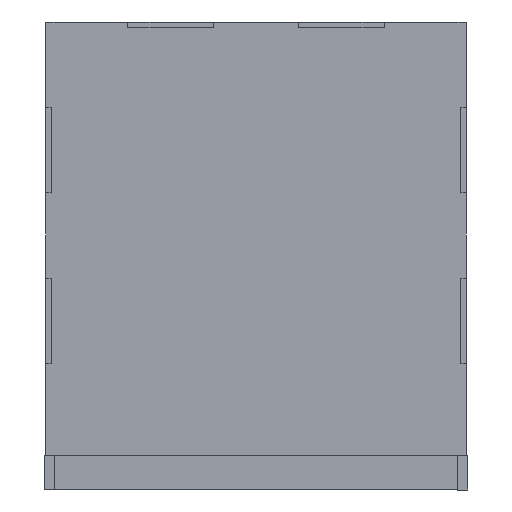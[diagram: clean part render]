
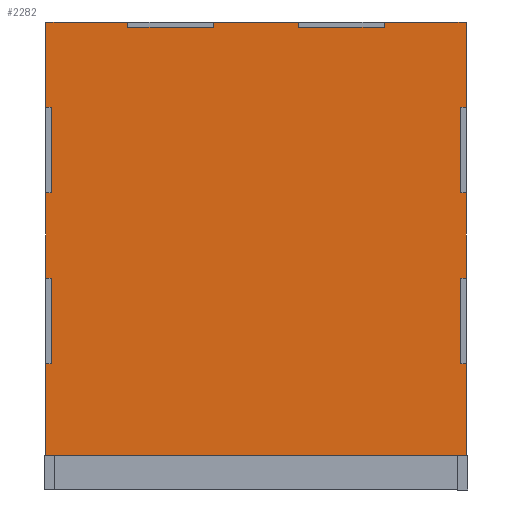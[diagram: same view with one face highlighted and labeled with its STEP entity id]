
A CAD part, left-side view. The second image highlights one B-rep face of the part: STEP entity #2282.
In plain terms, the highlighted face is planar.
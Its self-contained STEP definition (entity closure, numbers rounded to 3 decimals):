
#1450=FACE_OUTER_BOUND('',#4164,.T.);
#2282=ADVANCED_FACE('',(#1450),#3100,.T.);
#3100=PLANE('',#18282);
#4164=EDGE_LOOP('',(#8248,#8249,#8250,#8251,#8252,#8253,#8254,#8255,#8256,
#8257,#8258,#8259,#8260,#8261,#8262,#8263,#8264,#8265,#8266,#8267,#8268,
#8269,#8270,#8271,#8272,#8273,#8274,#8275));
#8248=ORIENTED_EDGE('',*,*,#12591,.F.);
#8249=ORIENTED_EDGE('',*,*,#12578,.T.);
#8250=ORIENTED_EDGE('',*,*,#12592,.T.);
#8251=ORIENTED_EDGE('',*,*,#12593,.F.);
#8252=ORIENTED_EDGE('',*,*,#12594,.F.);
#8253=ORIENTED_EDGE('',*,*,#12595,.F.);
#8254=ORIENTED_EDGE('',*,*,#12596,.T.);
#8255=ORIENTED_EDGE('',*,*,#12597,.F.);
#8256=ORIENTED_EDGE('',*,*,#12598,.F.);
#8257=ORIENTED_EDGE('',*,*,#12599,.F.);
#8258=ORIENTED_EDGE('',*,*,#12600,.T.);
#8259=ORIENTED_EDGE('',*,*,#12601,.T.);
#8260=ORIENTED_EDGE('',*,*,#12602,.T.);
#8261=ORIENTED_EDGE('',*,*,#12603,.F.);
#8262=ORIENTED_EDGE('',*,*,#12604,.T.);
#8263=ORIENTED_EDGE('',*,*,#12605,.T.);
#8264=ORIENTED_EDGE('',*,*,#12589,.T.);
#8265=ORIENTED_EDGE('',*,*,#12606,.T.);
#8266=ORIENTED_EDGE('',*,*,#12607,.T.);
#8267=ORIENTED_EDGE('',*,*,#12608,.T.);
#8268=ORIENTED_EDGE('',*,*,#12586,.T.);
#8269=ORIENTED_EDGE('',*,*,#12609,.T.);
#8270=ORIENTED_EDGE('',*,*,#12610,.F.);
#8271=ORIENTED_EDGE('',*,*,#12611,.F.);
#8272=ORIENTED_EDGE('',*,*,#12612,.F.);
#8273=ORIENTED_EDGE('',*,*,#12581,.T.);
#8274=ORIENTED_EDGE('',*,*,#12613,.F.);
#8275=ORIENTED_EDGE('',*,*,#12614,.F.);
#10348=VERTEX_POINT('',#26643);
#10350=VERTEX_POINT('',#26647);
#10353=VERTEX_POINT('',#26654);
#10354=VERTEX_POINT('',#26656);
#10356=VERTEX_POINT('',#26661);
#10358=VERTEX_POINT('',#26665);
#10361=VERTEX_POINT('',#26672);
#10362=VERTEX_POINT('',#26674);
#10363=VERTEX_POINT('',#26678);
#10364=VERTEX_POINT('',#26680);
#10365=VERTEX_POINT('',#26682);
#10366=VERTEX_POINT('',#26684);
#10367=VERTEX_POINT('',#26686);
#10368=VERTEX_POINT('',#26688);
#10369=VERTEX_POINT('',#26690);
#10370=VERTEX_POINT('',#26692);
#10371=VERTEX_POINT('',#26694);
#10372=VERTEX_POINT('',#26696);
#10373=VERTEX_POINT('',#26698);
#10374=VERTEX_POINT('',#26700);
#10375=VERTEX_POINT('',#26702);
#10376=VERTEX_POINT('',#26704);
#10377=VERTEX_POINT('',#26707);
#10378=VERTEX_POINT('',#26709);
#10379=VERTEX_POINT('',#26712);
#10380=VERTEX_POINT('',#26714);
#10381=VERTEX_POINT('',#26716);
#10382=VERTEX_POINT('',#26719);
#12578=EDGE_CURVE('',#10348,#10350,#14910,.T.);
#12581=EDGE_CURVE('',#10354,#10353,#14913,.T.);
#12586=EDGE_CURVE('',#10356,#10358,#14918,.T.);
#12589=EDGE_CURVE('',#10362,#10361,#14921,.T.);
#12591=EDGE_CURVE('',#10348,#10363,#14923,.T.);
#12592=EDGE_CURVE('',#10350,#10364,#14924,.T.);
#12593=EDGE_CURVE('',#10365,#10364,#14925,.T.);
#12594=EDGE_CURVE('',#10366,#10365,#14926,.T.);
#12595=EDGE_CURVE('',#10367,#10366,#14927,.T.);
#12596=EDGE_CURVE('',#10367,#10368,#14928,.T.);
#12597=EDGE_CURVE('',#10369,#10368,#14929,.T.);
#12598=EDGE_CURVE('',#10370,#10369,#14930,.T.);
#12599=EDGE_CURVE('',#10371,#10370,#14931,.T.);
#12600=EDGE_CURVE('',#10371,#10372,#14932,.T.);
#12601=EDGE_CURVE('',#10372,#10373,#14933,.T.);
#12602=EDGE_CURVE('',#10373,#10374,#14934,.T.);
#12603=EDGE_CURVE('',#10375,#10374,#14935,.T.);
#12604=EDGE_CURVE('',#10375,#10376,#14936,.T.);
#12605=EDGE_CURVE('',#10376,#10362,#14937,.T.);
#12606=EDGE_CURVE('',#10361,#10377,#14938,.T.);
#12607=EDGE_CURVE('',#10377,#10378,#14939,.T.);
#12608=EDGE_CURVE('',#10378,#10356,#14940,.T.);
#12609=EDGE_CURVE('',#10358,#10379,#14941,.T.);
#12610=EDGE_CURVE('',#10380,#10379,#14942,.T.);
#12611=EDGE_CURVE('',#10381,#10380,#14943,.T.);
#12612=EDGE_CURVE('',#10354,#10381,#14944,.T.);
#12613=EDGE_CURVE('',#10382,#10353,#14945,.T.);
#12614=EDGE_CURVE('',#10363,#10382,#14946,.T.);
#14910=LINE('',#26648,#17200);
#14913=LINE('',#26655,#17203);
#14918=LINE('',#26666,#17208);
#14921=LINE('',#26673,#17211);
#14923=LINE('',#26677,#17213);
#14924=LINE('',#26679,#17214);
#14925=LINE('',#26681,#17215);
#14926=LINE('',#26683,#17216);
#14927=LINE('',#26685,#17217);
#14928=LINE('',#26687,#17218);
#14929=LINE('',#26689,#17219);
#14930=LINE('',#26691,#17220);
#14931=LINE('',#26693,#17221);
#14932=LINE('',#26695,#17222);
#14933=LINE('',#26697,#17223);
#14934=LINE('',#26699,#17224);
#14935=LINE('',#26701,#17225);
#14936=LINE('',#26703,#17226);
#14937=LINE('',#26705,#17227);
#14938=LINE('',#26706,#17228);
#14939=LINE('',#26708,#17229);
#14940=LINE('',#26710,#17230);
#14941=LINE('',#26711,#17231);
#14942=LINE('',#26713,#17232);
#14943=LINE('',#26715,#17233);
#14944=LINE('',#26717,#17234);
#14945=LINE('',#26718,#17235);
#14946=LINE('',#26720,#17236);
#17200=VECTOR('',#21876,1.);
#17203=VECTOR('',#21881,1.);
#17208=VECTOR('',#21888,1.);
#17211=VECTOR('',#21893,1.);
#17213=VECTOR('',#21897,1.);
#17214=VECTOR('',#21898,1.);
#17215=VECTOR('',#21899,1.);
#17216=VECTOR('',#21900,1.);
#17217=VECTOR('',#21901,1.);
#17218=VECTOR('',#21902,1.);
#17219=VECTOR('',#21903,1.);
#17220=VECTOR('',#21904,1.);
#17221=VECTOR('',#21905,1.);
#17222=VECTOR('',#21906,1.);
#17223=VECTOR('',#21907,1.);
#17224=VECTOR('',#21908,1.);
#17225=VECTOR('',#21909,1.);
#17226=VECTOR('',#21910,1.);
#17227=VECTOR('',#21911,1.);
#17228=VECTOR('',#21912,1.);
#17229=VECTOR('',#21913,1.);
#17230=VECTOR('',#21914,1.);
#17231=VECTOR('',#21915,1.);
#17232=VECTOR('',#21916,1.);
#17233=VECTOR('',#21917,1.);
#17234=VECTOR('',#21918,1.);
#17235=VECTOR('',#21919,1.);
#17236=VECTOR('',#21920,1.);
#18282=AXIS2_PLACEMENT_3D('',#26721,#21921,#21922);
#21876=DIRECTION('',(-1.,0.,0.));
#21881=DIRECTION('',(-1.,0.,0.));
#21888=DIRECTION('',(0.,0.,1.));
#21893=DIRECTION('',(0.,0.,1.));
#21897=DIRECTION('',(0.,0.,-1.));
#21898=DIRECTION('',(0.,0.,-1.));
#21899=DIRECTION('',(-1.,0.,0.));
#21900=DIRECTION('',(0.,0.,1.));
#21901=DIRECTION('',(1.,0.,0.));
#21902=DIRECTION('',(0.,0.,-1.));
#21903=DIRECTION('',(-1.,0.,0.));
#21904=DIRECTION('',(0.,0.,1.));
#21905=DIRECTION('',(1.,0.,0.));
#21906=DIRECTION('',(0.,0.,-1.));
#21907=DIRECTION('',(1.,0.,0.));
#21908=DIRECTION('',(0.,0.,1.));
#21909=DIRECTION('',(1.,0.,0.));
#21910=DIRECTION('',(0.,0.,1.));
#21911=DIRECTION('',(1.,0.,0.));
#21912=DIRECTION('',(-1.,0.,0.));
#21913=DIRECTION('',(0.,0.,1.));
#21914=DIRECTION('',(1.,0.,0.));
#21915=DIRECTION('',(-1.,0.,0.));
#21916=DIRECTION('',(0.,0.,1.));
#21917=DIRECTION('',(1.,0.,0.));
#21918=DIRECTION('',(0.,0.,-1.));
#21919=DIRECTION('',(0.,0.,1.));
#21920=DIRECTION('',(1.,0.,0.));
#21921=DIRECTION('',(0.,-1.,0.));
#21922=DIRECTION('',(0.,0.,-1.));
#26643=CARTESIAN_POINT('',(-75.,-3.,127.));
#26647=CARTESIAN_POINT('',(-123.,-3.,127.));
#26648=CARTESIAN_POINT('',(123.,-3.,127.));
#26654=CARTESIAN_POINT('',(-25.,-3.,127.));
#26655=CARTESIAN_POINT('',(123.,-3.,127.));
#26656=CARTESIAN_POINT('',(25.,-3.,127.));
#26661=CARTESIAN_POINT('',(123.,-3.,77.));
#26665=CARTESIAN_POINT('',(123.,-3.,127.));
#26666=CARTESIAN_POINT('',(123.,-3.,-127.));
#26672=CARTESIAN_POINT('',(123.,-3.,27.));
#26673=CARTESIAN_POINT('',(123.,-3.,-127.));
#26674=CARTESIAN_POINT('',(123.,-3.,-23.));
#26677=CARTESIAN_POINT('',(-75.,-3.,127.));
#26678=CARTESIAN_POINT('',(-75.,-3.,124.));
#26679=CARTESIAN_POINT('',(-123.,-3.,127.));
#26680=CARTESIAN_POINT('',(-123.,-3.,77.));
#26681=CARTESIAN_POINT('',(-120.,-3.,77.));
#26682=CARTESIAN_POINT('',(-120.,-3.,77.));
#26683=CARTESIAN_POINT('',(-120.,-3.,27.));
#26684=CARTESIAN_POINT('',(-120.,-3.,27.));
#26685=CARTESIAN_POINT('',(-123.,-3.,27.));
#26686=CARTESIAN_POINT('',(-123.,-3.,27.));
#26687=CARTESIAN_POINT('',(-123.,-3.,127.));
#26688=CARTESIAN_POINT('',(-123.,-3.,-23.));
#26689=CARTESIAN_POINT('',(-120.,-3.,-23.));
#26690=CARTESIAN_POINT('',(-120.,-3.,-23.));
#26691=CARTESIAN_POINT('',(-120.,-3.,-73.));
#26692=CARTESIAN_POINT('',(-120.,-3.,-73.));
#26693=CARTESIAN_POINT('',(-123.,-3.,-73.));
#26694=CARTESIAN_POINT('',(-123.,-3.,-73.));
#26695=CARTESIAN_POINT('',(-123.,-3.,127.));
#26696=CARTESIAN_POINT('',(-123.,-3.,-127.));
#26697=CARTESIAN_POINT('',(-123.,-3.,-127.));
#26698=CARTESIAN_POINT('',(123.,-3.,-127.));
#26699=CARTESIAN_POINT('',(123.,-3.,-127.));
#26700=CARTESIAN_POINT('',(123.,-3.,-73.));
#26701=CARTESIAN_POINT('',(123.,-3.,-73.));
#26702=CARTESIAN_POINT('',(120.,-3.,-73.));
#26703=CARTESIAN_POINT('',(120.,-3.,-73.));
#26704=CARTESIAN_POINT('',(120.,-3.,-23.));
#26705=CARTESIAN_POINT('',(120.,-3.,-23.));
#26706=CARTESIAN_POINT('',(123.,-3.,27.));
#26707=CARTESIAN_POINT('',(120.,-3.,27.));
#26708=CARTESIAN_POINT('',(120.,-3.,27.));
#26709=CARTESIAN_POINT('',(120.,-3.,77.));
#26710=CARTESIAN_POINT('',(120.,-3.,77.));
#26711=CARTESIAN_POINT('',(123.,-3.,127.));
#26712=CARTESIAN_POINT('',(75.,-3.,127.));
#26713=CARTESIAN_POINT('',(75.,-3.,124.));
#26714=CARTESIAN_POINT('',(75.,-3.,124.));
#26715=CARTESIAN_POINT('',(25.,-3.,124.));
#26716=CARTESIAN_POINT('',(25.,-3.,124.));
#26717=CARTESIAN_POINT('',(25.,-3.,127.));
#26718=CARTESIAN_POINT('',(-25.,-3.,124.));
#26719=CARTESIAN_POINT('',(-25.,-3.,124.));
#26720=CARTESIAN_POINT('',(-75.,-3.,124.));
#26721=CARTESIAN_POINT('',(0.,-3.,0.));
